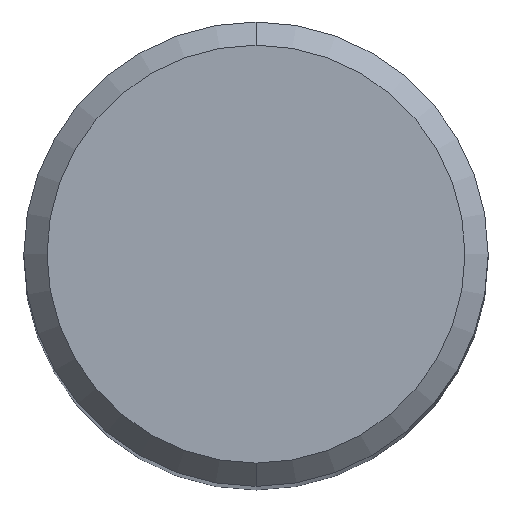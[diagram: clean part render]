
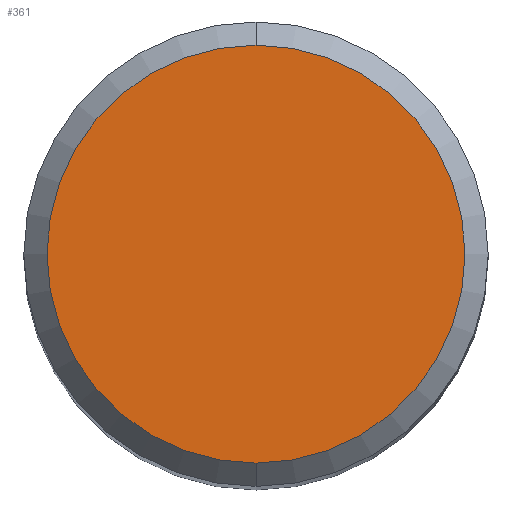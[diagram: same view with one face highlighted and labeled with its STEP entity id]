
A CAD part, top view. The second image highlights one B-rep face of the part: STEP entity #361.
In plain terms, the highlighted planar face has unit normal (0, 0, 1).
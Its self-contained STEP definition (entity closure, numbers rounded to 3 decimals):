
#203=VERTEX_POINT('',#510);
#213=EDGE_CURVE('',#203,#273,#520,.T.);
#249=EDGE_CURVE('',#273,#203,#561,.T.);
#273=VERTEX_POINT('',#589);
#361=ADVANCED_FACE('',(#691),#692,.T.);
#510=CARTESIAN_POINT('',(0.,-3.6,0.0));
#520=CIRCLE('',#934,3.6);
#561=CIRCLE('',#997,3.6);
#589=CARTESIAN_POINT('',(0.0,3.6,0.0));
#691=FACE_OUTER_BOUND('',#1228,.T.);
#692=PLANE('',#1229);
#934=AXIS2_PLACEMENT_3D('',#1469,#1470,#1471);
#997=AXIS2_PLACEMENT_3D('',#1526,#1527,#1528);
#1228=EDGE_LOOP('',(#1724,#1725));
#1229=AXIS2_PLACEMENT_3D('',#1726,#1727,#1728);
#1469=CARTESIAN_POINT('',(0.0,0.0,0.0));
#1470=DIRECTION('',(0.0,0.0,-1.0));
#1471=DIRECTION('',(0.0,1.0,0.0));
#1526=CARTESIAN_POINT('',(0.0,0.0,0.0));
#1527=DIRECTION('',(0.0,0.0,-1.0));
#1528=DIRECTION('',(0.0,1.0,0.0));
#1724=ORIENTED_EDGE('',*,*,#249,.F.);
#1725=ORIENTED_EDGE('',*,*,#213,.F.);
#1726=CARTESIAN_POINT('',(0.0,1.8,0.0));
#1727=DIRECTION('',(-0.0,0.0,1.0));
#1728=DIRECTION('',(0.0,-1.0,0.0));
